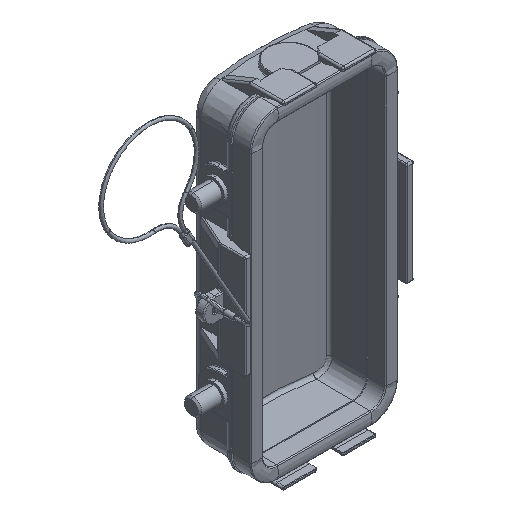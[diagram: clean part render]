
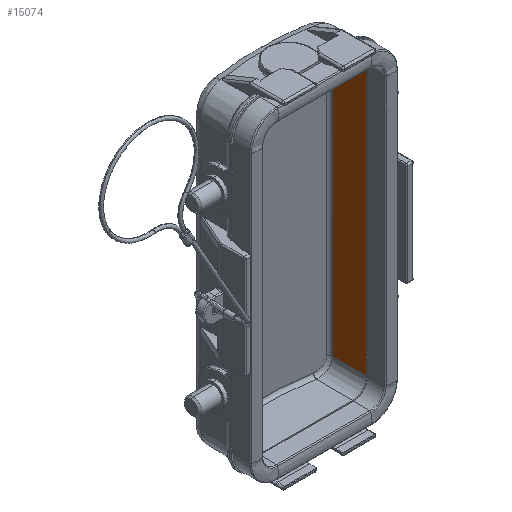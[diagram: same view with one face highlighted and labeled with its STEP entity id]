
A CAD part, isometric view. The second image highlights one B-rep face of the part: STEP entity #15074.
In plain terms, the highlighted planar face has unit normal (-1, -0.009, 0).
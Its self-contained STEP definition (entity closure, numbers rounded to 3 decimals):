
#123 = EDGE_LOOP ( 'NONE', ( #13902, #4161, #18314, #10135 ) ) ;
#513 = CARTESIAN_POINT ( 'NONE',  ( 17.55, -8., -38.7 ) ) ;
#1670 = EDGE_CURVE ( 'NONE', #2824, #20606, #13010, .T. ) ;
#1898 = VECTOR ( 'NONE', #7523, 1000. ) ;
#1997 = VECTOR ( 'NONE', #16057, 1000. ) ;
#2536 = DIRECTION ( 'NONE',  ( 0., 0., 1. ) ) ;
#2824 = VERTEX_POINT ( 'NONE', #6235 ) ;
#3036 = DIRECTION ( 'NONE',  ( -0.009, 1., 0. ) ) ;
#3257 = CARTESIAN_POINT ( 'NONE',  ( 17.55, -8., -47.61 ) ) ;
#3648 = EDGE_CURVE ( 'NONE', #20606, #5257, #7816, .T. ) ;
#4161 = ORIENTED_EDGE ( 'NONE', *, *, #3648, .F. ) ;
#5042 = DIRECTION ( 'NONE',  ( 0.009, -1., 0. ) ) ;
#5257 = VERTEX_POINT ( 'NONE', #21218 ) ;
#6235 = CARTESIAN_POINT ( 'NONE',  ( 17.55, -8., -38.7 ) ) ;
#7523 = DIRECTION ( 'NONE',  ( -0.009, 1., 0. ) ) ;
#7796 = CARTESIAN_POINT ( 'NONE',  ( 17.464, 1.814, -47.61 ) ) ;
#7816 = LINE ( 'NONE', #7796, #22126 ) ;
#8295 = DIRECTION ( 'NONE',  ( 1., 0.009, 0. ) ) ;
#10135 = ORIENTED_EDGE ( 'NONE', *, *, #12488, .F. ) ;
#10603 = VECTOR ( 'NONE', #5042, 1000. ) ;
#11834 = CARTESIAN_POINT ( 'NONE',  ( 17.55, -8., 38.7 ) ) ;
#12395 = CARTESIAN_POINT ( 'NONE',  ( 17.55, -8., 38.7 ) ) ;
#12488 = EDGE_CURVE ( 'NONE', #20049, #2824, #20399, .T. ) ;
#13010 = LINE ( 'NONE', #513, #1898 ) ;
#13241 = CARTESIAN_POINT ( 'NONE',  ( 17.464, 1.814, -38.7 ) ) ;
#13902 = ORIENTED_EDGE ( 'NONE', *, *, #20382, .F. ) ;
#14621 = AXIS2_PLACEMENT_3D ( 'NONE', #3257, #8295, #3036 ) ;
#15074 = ADVANCED_FACE ( 'NONE', ( #19794 ), #22247, .F. ) ;
#16057 = DIRECTION ( 'NONE',  ( 0., 0., -1. ) ) ;
#16137 = CARTESIAN_POINT ( 'NONE',  ( 17.55, -8., 0. ) ) ;
#16310 = LINE ( 'NONE', #11834, #10603 ) ;
#18314 = ORIENTED_EDGE ( 'NONE', *, *, #1670, .F. ) ;
#19794 = FACE_OUTER_BOUND ( 'NONE', #123, .T. ) ;
#20049 = VERTEX_POINT ( 'NONE', #12395 ) ;
#20382 = EDGE_CURVE ( 'NONE', #5257, #20049, #16310, .T. ) ;
#20399 = LINE ( 'NONE', #16137, #1997 ) ;
#20606 = VERTEX_POINT ( 'NONE', #13241 ) ;
#21218 = CARTESIAN_POINT ( 'NONE',  ( 17.464, 1.814, 38.7 ) ) ;
#22126 = VECTOR ( 'NONE', #2536, 1000. ) ;
#22247 = PLANE ( 'NONE',  #14621 ) ;
